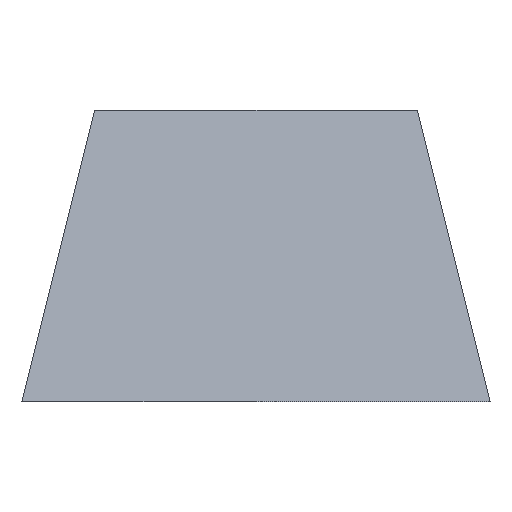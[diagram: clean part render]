
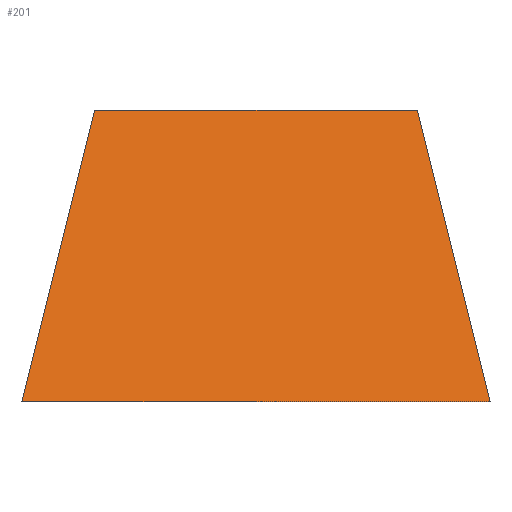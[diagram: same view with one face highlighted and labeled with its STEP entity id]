
A CAD part, left-side view. The second image highlights one B-rep face of the part: STEP entity #201.
In plain terms, the highlighted planar face has unit normal (-0.97, 0, 0.241).
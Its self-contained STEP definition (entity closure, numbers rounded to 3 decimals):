
#107=CARTESIAN_POINT('',(276.437,-31.038,11.4));
#108=VERTEX_POINT('',#107);
#123=CARTESIAN_POINT('',(273.6,-28.2,0.));
#124=VERTEX_POINT('',#123);
#131=CARTESIAN_POINT('',(273.6,-28.2,0.));
#132=DIRECTION('',(0.235,-0.235,0.943));
#133=VECTOR('',#132,12.086);
#134=LINE('',#131,#133);
#135=EDGE_CURVE('',#124,#108,#134,.T.);
#171=CARTESIAN_POINT('',(274.134,-37.35,2.145));
#172=DIRECTION('',(-0.97,0.,0.242));
#173=DIRECTION('',(0.242,0.,0.97));
#174=AXIS2_PLACEMENT_3D('',#171,#172,#173);
#175=PLANE('',#174);
#176=CARTESIAN_POINT('',(276.437,-43.663,11.4));
#177=VERTEX_POINT('',#176);
#178=CARTESIAN_POINT('',(276.437,-31.038,11.4));
#179=DIRECTION('',(-0.,-1.,-0.));
#180=VECTOR('',#179,12.625);
#181=LINE('',#178,#180);
#182=EDGE_CURVE('',#108,#177,#181,.T.);
#183=ORIENTED_EDGE('',*,*,#182,.F.);
#184=ORIENTED_EDGE('',*,*,#135,.F.);
#185=CARTESIAN_POINT('',(273.6,-46.5,0.));
#186=VERTEX_POINT('',#185);
#187=CARTESIAN_POINT('',(273.6,-28.2,0.));
#188=DIRECTION('',(-0.,-1.,-0.));
#189=VECTOR('',#188,18.3);
#190=LINE('',#187,#189);
#191=EDGE_CURVE('',#124,#186,#190,.T.);
#192=ORIENTED_EDGE('',*,*,#191,.T.);
#193=CARTESIAN_POINT('',(273.6,-46.5,0.));
#194=DIRECTION('',(0.235,0.235,0.943));
#195=VECTOR('',#194,12.086);
#196=LINE('',#193,#195);
#197=EDGE_CURVE('',#186,#177,#196,.T.);
#198=ORIENTED_EDGE('',*,*,#197,.T.);
#199=EDGE_LOOP('',(#183,#184,#192,#198));
#200=FACE_BOUND('',#199,.T.);
#201=ADVANCED_FACE('',(#200),#175,.T.);
